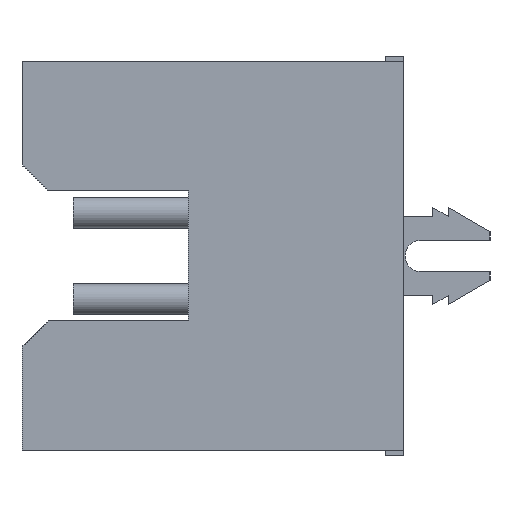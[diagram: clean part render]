
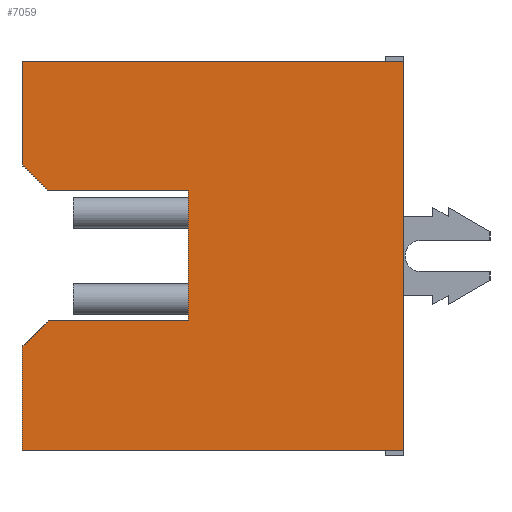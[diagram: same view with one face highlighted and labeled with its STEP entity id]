
A CAD part, left-side view. The second image highlights one B-rep face of the part: STEP entity #7059.
In plain terms, the highlighted planar face has unit normal (-1, 0, 0).
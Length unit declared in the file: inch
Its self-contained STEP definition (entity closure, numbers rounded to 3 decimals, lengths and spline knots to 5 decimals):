
#379=ORIENTED_EDGE('',*,*,#2448,.T.);
#380=ORIENTED_EDGE('',*,*,#2423,.T.);
#381=ORIENTED_EDGE('',*,*,#2449,.F.);
#382=ORIENTED_EDGE('',*,*,#2421,.F.);
#383=ORIENTED_EDGE('',*,*,#2450,.T.);
#384=ORIENTED_EDGE('',*,*,#2436,.F.);
#385=ORIENTED_EDGE('',*,*,#2389,.T.);
#386=ORIENTED_EDGE('',*,*,#2414,.T.);
#387=ORIENTED_EDGE('',*,*,#2451,.F.);
#388=ORIENTED_EDGE('',*,*,#2445,.F.);
#2389=EDGE_CURVE('',#3428,#3427,#4136,.T.);
#2414=EDGE_CURVE('',#3427,#3448,#4161,.T.);
#2421=EDGE_CURVE('',#3455,#3456,#4168,.T.);
#2423=EDGE_CURVE('',#3457,#3458,#4170,.T.);
#2436=EDGE_CURVE('',#3428,#3468,#4183,.T.);
#2445=EDGE_CURVE('',#3476,#3477,#4192,.T.);
#2448=EDGE_CURVE('',#3476,#3457,#4195,.T.);
#2449=EDGE_CURVE('',#3456,#3458,#4196,.T.);
#2450=EDGE_CURVE('',#3455,#3468,#4197,.T.);
#2451=EDGE_CURVE('',#3477,#3448,#4198,.T.);
#3427=VERTEX_POINT('',#10075);
#3428=VERTEX_POINT('',#10077);
#3448=VERTEX_POINT('',#10126);
#3455=VERTEX_POINT('',#10141);
#3456=VERTEX_POINT('',#10143);
#3457=VERTEX_POINT('',#10147);
#3458=VERTEX_POINT('',#10148);
#3468=VERTEX_POINT('',#10172);
#3476=VERTEX_POINT('',#10189);
#3477=VERTEX_POINT('',#10191);
#4136=LINE('',#10076,#4990);
#4161=LINE('',#10127,#5015);
#4168=LINE('',#10142,#5022);
#4170=LINE('',#10146,#5024);
#4183=LINE('',#10171,#5037);
#4192=LINE('',#10190,#5046);
#4195=LINE('',#10196,#5049);
#4196=LINE('',#10197,#5050);
#4197=LINE('',#10198,#5051);
#4198=LINE('',#10199,#5052);
#4990=VECTOR('',#8057,39.37008);
#5015=VECTOR('',#8092,39.37008);
#5022=VECTOR('',#8101,39.37008);
#5024=VECTOR('',#8105,39.37008);
#5037=VECTOR('',#8120,39.37008);
#5046=VECTOR('',#8131,39.37008);
#5049=VECTOR('',#8136,39.37008);
#5050=VECTOR('',#8137,39.37008);
#5051=VECTOR('',#8138,39.37008);
#5052=VECTOR('',#8139,39.37008);
#5849=EDGE_LOOP('',(#379,#380,#381,#382,#383,#384,#385,#386,#387,#388));
#6304=FACE_BOUND('',#5849,.T.);
#6758=PLANE('',#7478);
#7059=ADVANCED_FACE('',(#6304),#6758,.F.);
#7478=AXIS2_PLACEMENT_3D('',#10195,#8134,#8135);
#8057=DIRECTION('',(0.,-1.,0.));
#8092=DIRECTION('',(0.,0.,1.));
#8101=DIRECTION('',(0.,-1.,0.));
#8105=DIRECTION('',(0.,-1.,0.));
#8120=DIRECTION('',(0.,0.,1.));
#8131=DIRECTION('',(0.,0.,1.));
#8134=DIRECTION('',(1.,0.,0.));
#8135=DIRECTION('',(0.,0.,-1.));
#8136=DIRECTION('',(0.,-0.707,-0.707));
#8137=DIRECTION('',(0.,0.,1.));
#8138=DIRECTION('',(0.,0.707,-0.707));
#8139=DIRECTION('',(0.,-1.,0.));
#10075=CARTESIAN_POINT('',(-0.4375,0.,-0.1125));
#10076=CARTESIAN_POINT('',(-0.4375,0.22,-0.1125));
#10077=CARTESIAN_POINT('',(-0.4375,0.22,-0.1125));
#10126=CARTESIAN_POINT('',(-0.4375,0.,0.1125));
#10127=CARTESIAN_POINT('',(-0.4375,0.,-0.1125));
#10141=CARTESIAN_POINT('',(-0.4375,0.205,-0.0375));
#10142=CARTESIAN_POINT('',(-0.4375,0.316,-0.0375));
#10143=CARTESIAN_POINT('',(-0.4375,0.124,-0.0375));
#10146=CARTESIAN_POINT('',(-0.4375,0.316,0.0375));
#10147=CARTESIAN_POINT('',(-0.4375,0.205,0.0375));
#10148=CARTESIAN_POINT('',(-0.4375,0.124,0.0375));
#10171=CARTESIAN_POINT('',(-0.4375,0.22,-0.1125));
#10172=CARTESIAN_POINT('',(-0.4375,0.22,-0.0525));
#10189=CARTESIAN_POINT('',(-0.4375,0.22,0.0525));
#10190=CARTESIAN_POINT('',(-0.4375,0.22,-0.1125));
#10191=CARTESIAN_POINT('',(-0.4375,0.22,0.1125));
#10195=CARTESIAN_POINT('',(-0.4375,0.22,-0.1125));
#10196=CARTESIAN_POINT('',(-0.4375,0.22,0.0525));
#10197=CARTESIAN_POINT('',(-0.4375,0.124,-0.0375));
#10198=CARTESIAN_POINT('',(-0.4375,0.205,-0.0375));
#10199=CARTESIAN_POINT('',(-0.4375,0.22,0.1125));
